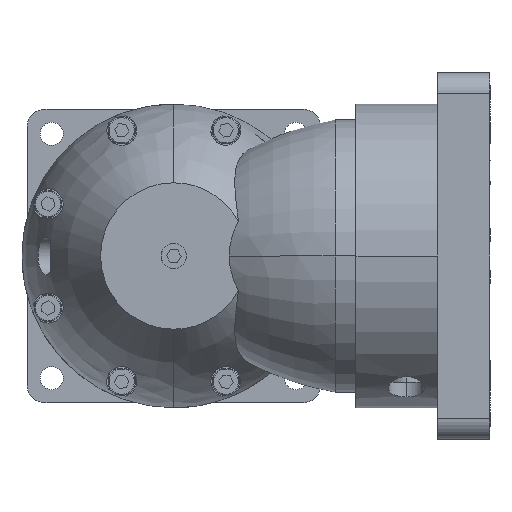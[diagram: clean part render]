
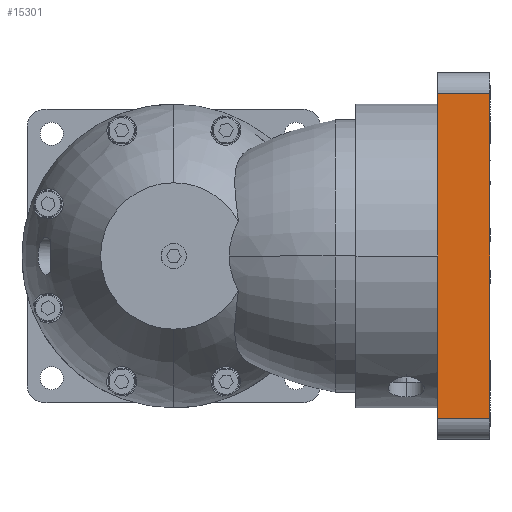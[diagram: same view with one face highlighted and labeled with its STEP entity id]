
A CAD part, left-side view. The second image highlights one B-rep face of the part: STEP entity #15301.
In plain terms, the highlighted planar face has unit normal (-1, 0, 0).
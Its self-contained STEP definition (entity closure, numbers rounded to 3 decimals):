
#174 = CARTESIAN_POINT ( 'NONE',  ( -87.5, -126., -77.5 ) ) ;
#338 = CARTESIAN_POINT ( 'NONE',  ( -87.5, -151., 77.5 ) ) ;
#813 = LINE ( 'NONE', #3479, #15046 ) ;
#1283 = CARTESIAN_POINT ( 'NONE',  ( -87.5, -151., -77.5 ) ) ;
#3479 = CARTESIAN_POINT ( 'NONE',  ( -87.5, -151., 77.5 ) ) ;
#3946 = DIRECTION ( 'NONE',  ( 0., 1., 0. ) ) ;
#4085 = ORIENTED_EDGE ( 'NONE', *, *, #7209, .F. ) ;
#4120 = DIRECTION ( 'NONE',  ( 1., 0., 0. ) ) ;
#4129 = DIRECTION ( 'NONE',  ( 0., 1., 0. ) ) ;
#4169 = CARTESIAN_POINT ( 'NONE',  ( -87.5, -151., 77.5 ) ) ;
#4775 = AXIS2_PLACEMENT_3D ( 'NONE', #338, #4120, #3946 ) ;
#5204 = VERTEX_POINT ( 'NONE', #174 ) ;
#5842 = ORIENTED_EDGE ( 'NONE', *, *, #9945, .T. ) ;
#6059 = DIRECTION ( 'NONE',  ( 0., 0., -1. ) ) ;
#6102 = CARTESIAN_POINT ( 'NONE',  ( -87.5, -126., 77.5 ) ) ;
#6831 = DIRECTION ( 'NONE',  ( 0., 1., 0. ) ) ;
#7047 = ORIENTED_EDGE ( 'NONE', *, *, #12707, .T. ) ;
#7209 = EDGE_CURVE ( 'NONE', #7635, #10305, #813, .T. ) ;
#7635 = VERTEX_POINT ( 'NONE', #15501 ) ;
#8214 = VERTEX_POINT ( 'NONE', #13318 ) ;
#8875 = EDGE_CURVE ( 'NONE', #10305, #5204, #13080, .T. ) ;
#9300 = CARTESIAN_POINT ( 'NONE',  ( -87.5, -151., -77.5 ) ) ;
#9447 = FACE_OUTER_BOUND ( 'NONE', #14901, .T. ) ;
#9945 = EDGE_CURVE ( 'NONE', #7635, #8214, #14933, .T. ) ;
#10126 = VECTOR ( 'NONE', #13939, 1000. ) ;
#10303 = LINE ( 'NONE', #6102, #10126 ) ;
#10305 = VERTEX_POINT ( 'NONE', #9300 ) ;
#12707 = EDGE_CURVE ( 'NONE', #8214, #5204, #10303, .T. ) ;
#13080 = LINE ( 'NONE', #1283, #15115 ) ;
#13318 = CARTESIAN_POINT ( 'NONE',  ( -87.5, -126., 77.5 ) ) ;
#13416 = ORIENTED_EDGE ( 'NONE', *, *, #8875, .F. ) ;
#13939 = DIRECTION ( 'NONE',  ( 0., 0., -1. ) ) ;
#14451 = PLANE ( 'NONE',  #4775 ) ;
#14901 = EDGE_LOOP ( 'NONE', ( #7047, #13416, #4085, #5842 ) ) ;
#14933 = LINE ( 'NONE', #4169, #16623 ) ;
#15046 = VECTOR ( 'NONE', #6059, 1000. ) ;
#15115 = VECTOR ( 'NONE', #4129, 1000. ) ;
#15301 = ADVANCED_FACE ( 'NONE', ( #9447 ), #14451, .F. ) ;
#15501 = CARTESIAN_POINT ( 'NONE',  ( -87.5, -151., 77.5 ) ) ;
#16623 = VECTOR ( 'NONE', #6831, 1000. ) ;
